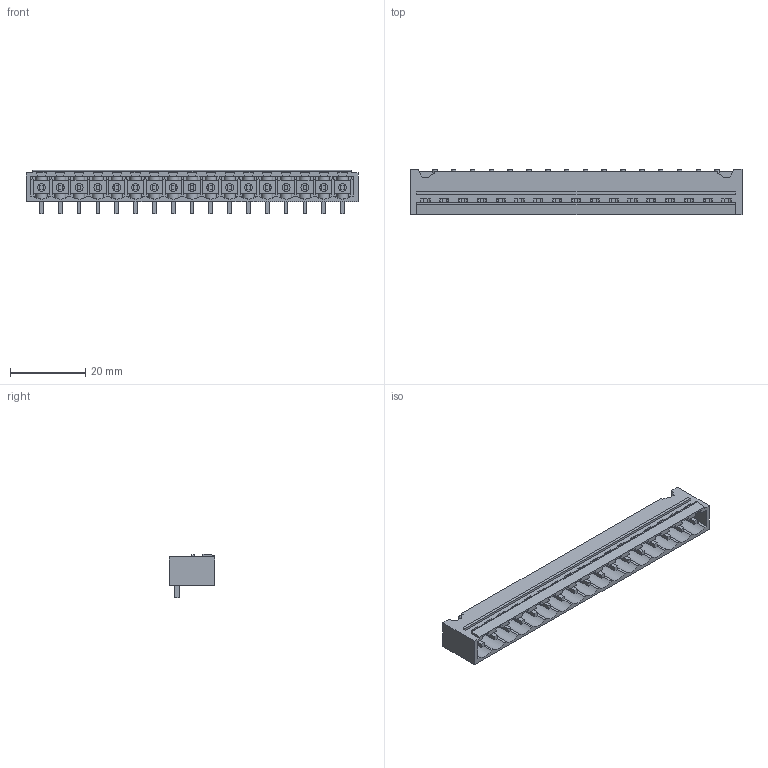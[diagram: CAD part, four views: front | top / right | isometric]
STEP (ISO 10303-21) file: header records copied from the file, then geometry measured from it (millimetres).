
FILE_DESCRIPTION(('CATIA V5 STEP Exchange','CAx-IF Rec.Pracs.--- Model Styling and Organization---1.2---2011-12-15'),'2;1');
FILE_NAME ('7592397_2_1840270000_1840270000.stp','2018-03-08T10:48:21+00:00',('none'),('Weidmueller'),'CATIA Version 5-6 Release 2014','CATIA V5 STEP AP214','none');
FILE_SCHEMA(('AUTOMOTIVE_DESIGN { 1 0 10303 214 1 1 1 1 }'));
Length unit declared in the file: millimetre
Products named in the file (1): 1840270000
Bounding box: 88.2 x 12 x 11.63 mm (x, y, z)
Volume: 3195.3 mm3; surface area: 7813.5 mm2
Topology: 18 solids, 18 shells, 1358 faces, 4165 edges, 2811 vertices
Faces by surface type: plane 1109, cylinder 219, extrusion 30
Entity records: 42872 total; most frequent: CARTESIAN_POINT 8730, ORIENTED_EDGE 8330, DIRECTION 5189, EDGE_CURVE 4165, VECTOR 3375, LINE 3345, VERTEX_POINT 2811, EDGE_LOOP 1394
